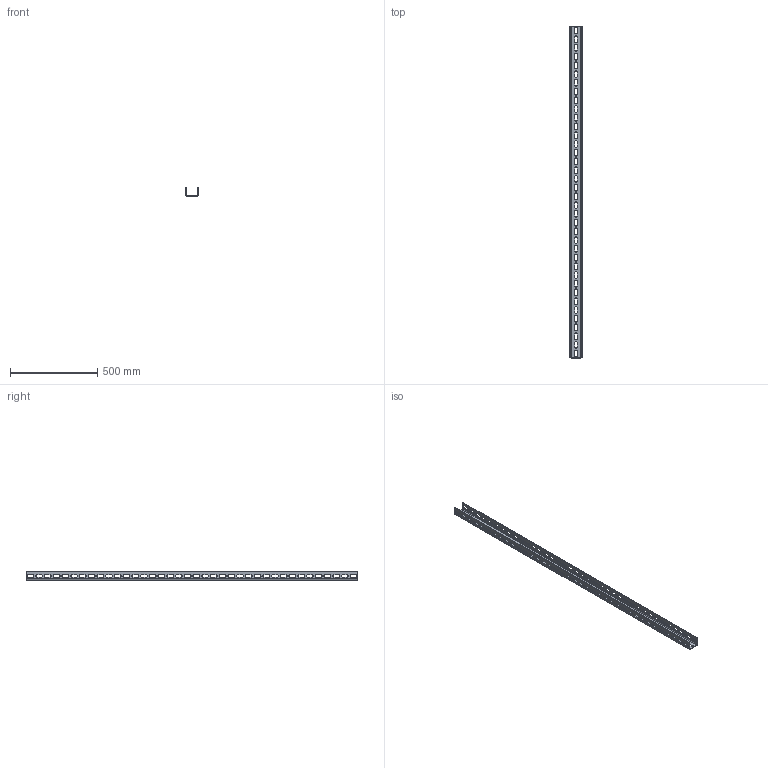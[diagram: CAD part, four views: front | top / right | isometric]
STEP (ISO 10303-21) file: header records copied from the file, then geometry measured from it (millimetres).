
FILE_DESCRIPTION((''),'2;1');
FILE_NAME('6340288_REFERENZ','2012-07-23T',('AndreasKeweloh'),(''),'PRO/ENGINEER BY PARAMETRIC TECHNOLOGY CORPORATION, 2012130','PRO/ENGINEER BY PARAMETRIC TECHNOLOGY CORPORATION, 2012130','');
FILE_SCHEMA(('CONFIG_CONTROL_DESIGN'));
Length unit declared in the file: millimetre
Products named in the file (1): 6340288_REFERENZ
Bounding box: 70 x 1900 x 50 mm (x, y, z)
Volume: 955876.9 mm3; surface area: 538161.2 mm2
Topology: 1 solids, 1 shells, 470 faces, 1404 edges, 936 vertices
Faces by surface type: plane 238, cylinder 232
Entity records: 16426 total; most frequent: CARTESIAN_POINT 2810, DIRECTION 2808, ORIENTED_EDGE 2808, EDGE_CURVE 1404, VECTOR 940, LINE 940, VERTEX_POINT 936, AXIS2_PLACEMENT_3D 934
